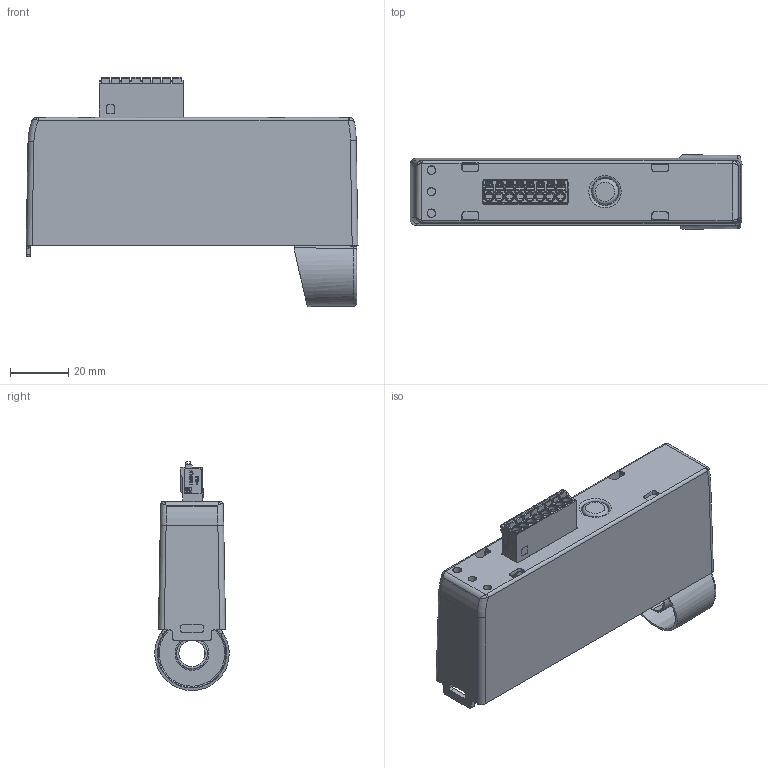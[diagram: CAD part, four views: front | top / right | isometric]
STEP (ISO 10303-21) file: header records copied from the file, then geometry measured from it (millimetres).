
FILE_DESCRIPTION(/* description */ (''),/* implementation_level */ '2;1');
FILE_NAME(/* name */ 'HSCXM1.stp',/* time_stamp */ '2024-03-28T14:16:05+01:00',/* author */ ('FUMAGALLI'),/* organization */ (''),/* preprocessor_version */ 'ST-DEVELOPER v16.1',/* originating_system */ 'Autodesk Inventor 2016',/* authorisation */ '');
FILE_SCHEMA (('AUTOMOTIVE_DESIGN { 1 0 10303 214 3 1 1 }'));
Products named in the file (30): cover; presa-multipla-BLL508; scheda; pulsante; connettore p35; dipswitch; asm-scheda-elettronica; portascheda; tasto-pulsante; portamagnete-rev1; ASM-COVER-PORTASCHEDA-PORTAMAGNETE; 2023_01_27_15_44_31_0400; 2023_01_27_15_44_31_0385; 2023_01_27_15_44_31_0369; 2023_01_27_15_44_31_0353; 2023_01_27_15_44_31_0338; 2023_01_27_15_44_31_0322; 2023_01_27_15_44_31_0307; 2023_01_27_15_44_31_0291; 2023_01_27_15_44_31_0275; 2023_01_27_15_44_31_0260; 2023_01_27_15_44_31_0244; 2023_01_27_15_44_31_0229; 2023_01_27_15_44_31_0213; 2023_01_27_15_44_31_0197; 2023_01_27_15_44_31_0182; 2023_01_27_15_44_31_0166; 2023_01_27_15_44_31_0088; pxc_1952322_06_01_FMC-1-5-8-ST-3-5_3D; ELC40
Assembly tree (29 placements, depth 4):
  ELC40
    ASM-COVER-PORTASCHEDA-PORTAMAGNETE
      cover
      asm-scheda-elettronica
        presa-multipla-BLL508
        scheda
        pulsante
        connettore p35
        dipswitch
      portascheda
      tasto-pulsante
      portamagnete-rev1
    pxc_1952322_06_01_FMC-1-5-8-ST-3-5_3D
      2023_01_27_15_44_31_0400
      2023_01_27_15_44_31_0385
      2023_01_27_15_44_31_0369
      2023_01_27_15_44_31_0353
      2023_01_27_15_44_31_0338
      2023_01_27_15_44_31_0322
      2023_01_27_15_44_31_0307
      2023_01_27_15_44_31_0291
      2023_01_27_15_44_31_0275
      2023_01_27_15_44_31_0260
      2023_01_27_15_44_31_0244
      2023_01_27_15_44_31_0229
      2023_01_27_15_44_31_0213
      2023_01_27_15_44_31_0197
      2023_01_27_15_44_31_0182
      2023_01_27_15_44_31_0166
      2023_01_27_15_44_31_0088
Bounding box: 113.68 x 25.46 x 78.43 mm (x, y, z)
Volume: 41846.9 mm3; surface area: 58653.9 mm2
Topology: 26 solids, 26 shells, 2179 faces, 5825 edges, 3757 vertices
Faces by surface type: plane 1299, cylinder 599, torus 124, cone 91, bspline 54, sphere 12
Full cylindrical faces by diameter (mm): 0.414 x1, 1 x3, 1.18 x8, 1.2 x16, 1.3 x4, 2 x6, 2.235 x14, 2.743 x2, 3 x12, 3.2 x1, 3.9 x2, 6.6 x1, 9 x1, 9.5 x1, 10.5 x1, 12 x1
Entity records: 78216 total; most frequent: CARTESIAN_POINT 23231, ORIENTED_EDGE 11290, DIRECTION 11034, EDGE_CURVE 5645, LINE 3810, VECTOR 3810, VERTEX_POINT 3726, AXIS2_PLACEMENT_3D 3612
